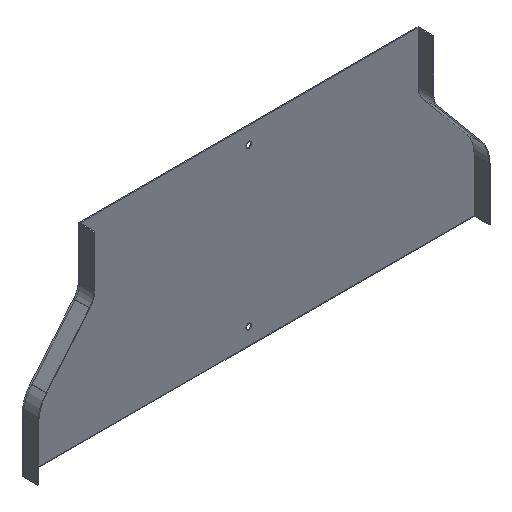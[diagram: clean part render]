
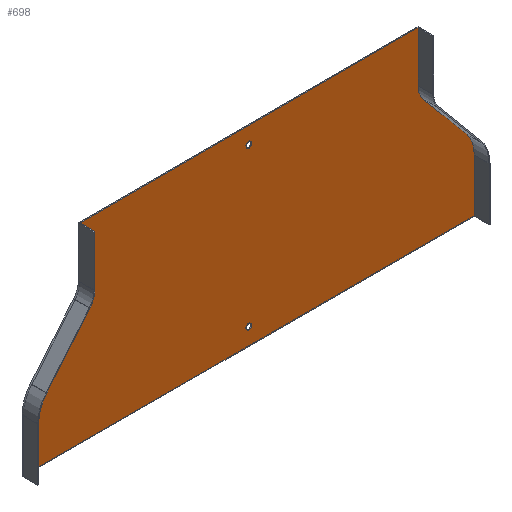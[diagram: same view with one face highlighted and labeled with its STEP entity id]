
A CAD part, isometric view. The second image highlights one B-rep face of the part: STEP entity #698.
In plain terms, the highlighted planar face has unit normal (0, -1, 0).
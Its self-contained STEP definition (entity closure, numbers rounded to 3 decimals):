
#20 = EDGE_CURVE ( 'NONE', #54, #55, #113, .T. ) ;
#43 = CARTESIAN_POINT ( 'NONE',  ( -200.2, 0., -170. ) ) ;
#54 = VERTEX_POINT ( 'NONE', #597 ) ;
#55 = VERTEX_POINT ( 'NONE', #43 ) ;
#56 = VERTEX_POINT ( 'NONE', #578 ) ;
#58 = VERTEX_POINT ( 'NONE', #884 ) ;
#62 = VERTEX_POINT ( 'NONE', #333 ) ;
#63 = VERTEX_POINT ( 'NONE', #334 ) ;
#66 = VERTEX_POINT ( 'NONE', #337 ) ;
#67 = VERTEX_POINT ( 'NONE', #338 ) ;
#68 = VERTEX_POINT ( 'NONE', #339 ) ;
#70 = VERTEX_POINT ( 'NONE', #341 ) ;
#92 = EDGE_LOOP ( 'NONE', ( #623 ) ) ;
#96 = EDGE_LOOP ( 'NONE', ( #626, #628, #632, #622, #608, #618, #624, #625, #611, #612, #613, #614 ) ) ;
#103 = EDGE_LOOP ( 'NONE', ( #619 ) ) ;
#113 = LINE ( 'NONE', #865, #114 ) ;
#114 = VECTOR ( 'NONE', #862, 1000. ) ;
#172 = FACE_BOUND ( 'NONE', #103, .T. ) ;
#173 = FACE_OUTER_BOUND ( 'NONE', #96, .T. ) ;
#175 = FACE_BOUND ( 'NONE', #92, .T. ) ;
#223 = LINE ( 'NONE', #484, #230 ) ;
#227 = LINE ( 'NONE', #511, #238 ) ;
#230 = VECTOR ( 'NONE', #492, 1000. ) ;
#233 = LINE ( 'NONE', #515, #240 ) ;
#235 = CIRCLE ( 'NONE', #742, 2.5 ) ;
#236 = CIRCLE ( 'NONE', #743, 2.5 ) ;
#237 = CIRCLE ( 'NONE', #744, 18.8 ) ;
#238 = VECTOR ( 'NONE', #503, 1000. ) ;
#239 = CIRCLE ( 'NONE', #745, 18.8 ) ;
#240 = VECTOR ( 'NONE', #516, 1000. ) ;
#241 = LINE ( 'NONE', #496, #243 ) ;
#242 = CIRCLE ( 'NONE', #746, 31.2 ) ;
#243 = VECTOR ( 'NONE', #507, 1000. ) ;
#244 = LINE ( 'NONE', #517, #246 ) ;
#245 = LINE ( 'NONE', #527, #248 ) ;
#246 = VECTOR ( 'NONE', #518, 1000. ) ;
#247 = CIRCLE ( 'NONE', #747, 31.2 ) ;
#248 = VECTOR ( 'NONE', #528, 1000. ) ;
#249 = LINE ( 'NONE', #522, #251 ) ;
#251 = VECTOR ( 'NONE', #523, 1000. ) ;
#288 = VERTEX_POINT ( 'NONE', #909 ) ;
#289 = VERTEX_POINT ( 'NONE', #910 ) ;
#325 = VERTEX_POINT ( 'NONE', #349 ) ;
#333 = CARTESIAN_POINT ( 'NONE',  ( 154.557, 0., -56.898 ) ) ;
#334 = CARTESIAN_POINT ( 'NONE',  ( 200.2, 0., -122.965 ) ) ;
#337 = CARTESIAN_POINT ( 'NONE',  ( -154.557, 0., -56.898 ) ) ;
#338 = CARTESIAN_POINT ( 'NONE',  ( -192.969, 0., -102.991 ) ) ;
#339 = CARTESIAN_POINT ( 'NONE',  ( -200.2, 0., -122.965 ) ) ;
#341 = CARTESIAN_POINT ( 'NONE',  ( 192.969, 0., -102.991 ) ) ;
#349 = CARTESIAN_POINT ( 'NONE',  ( 150.2, 0., 0. ) ) ;
#401 = DIRECTION ( 'NONE',  ( 0., 1., 0. ) ) ;
#407 = CARTESIAN_POINT ( 'NONE',  ( -169., 0., -44.863 ) ) ;
#409 = PLANE ( 'NONE',  #722 ) ;
#411 = DIRECTION ( 'NONE',  ( 0., 0., 1. ) ) ;
#484 = CARTESIAN_POINT ( 'NONE',  ( -151., 0., 0. ) ) ;
#492 = DIRECTION ( 'NONE',  ( 1., 0., 0. ) ) ;
#496 = CARTESIAN_POINT ( 'NONE',  ( -154.557, 0., -56.898 ) ) ;
#503 = DIRECTION ( 'NONE',  ( 0., 0., 1. ) ) ;
#504 = CARTESIAN_POINT ( 'NONE',  ( 0., 0., -15. ) ) ;
#505 = DIRECTION ( 'NONE',  ( 0., 1., 0. ) ) ;
#506 = DIRECTION ( 'NONE',  ( 0., 0., 1. ) ) ;
#507 = DIRECTION ( 'NONE',  ( -0.64, 0., -0.768 ) ) ;
#508 = CARTESIAN_POINT ( 'NONE',  ( 0., 0., -155. ) ) ;
#509 = DIRECTION ( 'NONE',  ( 0., 1., 0. ) ) ;
#510 = DIRECTION ( 'NONE',  ( 0., 0., 1. ) ) ;
#511 = CARTESIAN_POINT ( 'NONE',  ( 150.2, 0., -44.863 ) ) ;
#512 = CARTESIAN_POINT ( 'NONE',  ( 169., 0., -44.863 ) ) ;
#513 = DIRECTION ( 'NONE',  ( 0., 1., 0. ) ) ;
#514 = DIRECTION ( 'NONE',  ( 0., 0., 1. ) ) ;
#515 = CARTESIAN_POINT ( 'NONE',  ( -150.2, 0., -44.863 ) ) ;
#516 = DIRECTION ( 'NONE',  ( 0., 0., -1. ) ) ;
#517 = CARTESIAN_POINT ( 'NONE',  ( -200.2, 0., -44.863 ) ) ;
#518 = DIRECTION ( 'NONE',  ( 0., 0., -1. ) ) ;
#519 = CARTESIAN_POINT ( 'NONE',  ( -169., 0., -44.863 ) ) ;
#520 = DIRECTION ( 'NONE',  ( 0., 1., 0. ) ) ;
#521 = DIRECTION ( 'NONE',  ( 0., 0., 1. ) ) ;
#522 = CARTESIAN_POINT ( 'NONE',  ( 16.033, 0., 109.331 ) ) ;
#523 = DIRECTION ( 'NONE',  ( -0.64, 0., 0.768 ) ) ;
#524 = CARTESIAN_POINT ( 'NONE',  ( -169., 0., -122.965 ) ) ;
#525 = DIRECTION ( 'NONE',  ( 0., -1., 0. ) ) ;
#526 = DIRECTION ( 'NONE',  ( 0., 0., 1. ) ) ;
#527 = CARTESIAN_POINT ( 'NONE',  ( 200.2, 0., -44.863 ) ) ;
#528 = DIRECTION ( 'NONE',  ( 0., 0., 1. ) ) ;
#530 = CARTESIAN_POINT ( 'NONE',  ( 169., 0., -122.965 ) ) ;
#531 = DIRECTION ( 'NONE',  ( 0., -1., 0. ) ) ;
#532 = DIRECTION ( 'NONE',  ( 0., 0., 1. ) ) ;
#578 = CARTESIAN_POINT ( 'NONE',  ( 150.2, 0., -44.863 ) ) ;
#597 = CARTESIAN_POINT ( 'NONE',  ( 200.2, 0., -170. ) ) ;
#608 = ORIENTED_EDGE ( 'NONE', *, *, #787, .T. ) ;
#611 = ORIENTED_EDGE ( 'NONE', *, *, #20, .F. ) ;
#612 = ORIENTED_EDGE ( 'NONE', *, *, #791, .T. ) ;
#613 = ORIENTED_EDGE ( 'NONE', *, *, #792, .T. ) ;
#614 = ORIENTED_EDGE ( 'NONE', *, *, #793, .T. ) ;
#618 = ORIENTED_EDGE ( 'NONE', *, *, #788, .T. ) ;
#619 = ORIENTED_EDGE ( 'NONE', *, *, #782, .T. ) ;
#622 = ORIENTED_EDGE ( 'NONE', *, *, #786, .T. ) ;
#623 = ORIENTED_EDGE ( 'NONE', *, *, #783, .T. ) ;
#624 = ORIENTED_EDGE ( 'NONE', *, *, #789, .T. ) ;
#625 = ORIENTED_EDGE ( 'NONE', *, *, #790, .T. ) ;
#626 = ORIENTED_EDGE ( 'NONE', *, *, #784, .T. ) ;
#628 = ORIENTED_EDGE ( 'NONE', *, *, #785, .T. ) ;
#632 = ORIENTED_EDGE ( 'NONE', *, *, #778, .F. ) ;
#698 = ADVANCED_FACE ( 'NONE', ( #172, #175, #173 ), #409, .F. ) ;
#722 = AXIS2_PLACEMENT_3D ( 'NONE', #407, #401, #411 ) ;
#742 = AXIS2_PLACEMENT_3D ( 'NONE', #504, #505, #506 ) ;
#743 = AXIS2_PLACEMENT_3D ( 'NONE', #508, #509, #510 ) ;
#744 = AXIS2_PLACEMENT_3D ( 'NONE', #512, #513, #514 ) ;
#745 = AXIS2_PLACEMENT_3D ( 'NONE', #519, #520, #521 ) ;
#746 = AXIS2_PLACEMENT_3D ( 'NONE', #524, #525, #526 ) ;
#747 = AXIS2_PLACEMENT_3D ( 'NONE', #530, #531, #532 ) ;
#778 = EDGE_CURVE ( 'NONE', #827, #325, #223, .T. ) ;
#782 = EDGE_CURVE ( 'NONE', #288, #288, #235, .T. ) ;
#783 = EDGE_CURVE ( 'NONE', #289, #289, #236, .T. ) ;
#784 = EDGE_CURVE ( 'NONE', #62, #56, #237, .T. ) ;
#785 = EDGE_CURVE ( 'NONE', #56, #325, #227, .T. ) ;
#786 = EDGE_CURVE ( 'NONE', #827, #58, #233, .T. ) ;
#787 = EDGE_CURVE ( 'NONE', #58, #66, #239, .T. ) ;
#788 = EDGE_CURVE ( 'NONE', #66, #67, #241, .T. ) ;
#789 = EDGE_CURVE ( 'NONE', #67, #68, #242, .T. ) ;
#790 = EDGE_CURVE ( 'NONE', #68, #55, #244, .T. ) ;
#791 = EDGE_CURVE ( 'NONE', #54, #63, #245, .T. ) ;
#792 = EDGE_CURVE ( 'NONE', #63, #70, #247, .T. ) ;
#793 = EDGE_CURVE ( 'NONE', #70, #62, #249, .T. ) ;
#827 = VERTEX_POINT ( 'NONE', #898 ) ;
#862 = DIRECTION ( 'NONE',  ( -1., 0., 0. ) ) ;
#865 = CARTESIAN_POINT ( 'NONE',  ( -201., 0., -170. ) ) ;
#884 = CARTESIAN_POINT ( 'NONE',  ( -150.2, 0., -44.863 ) ) ;
#898 = CARTESIAN_POINT ( 'NONE',  ( -150.2, 0., 0. ) ) ;
#909 = CARTESIAN_POINT ( 'NONE',  ( 0., 0., -12.5 ) ) ;
#910 = CARTESIAN_POINT ( 'NONE',  ( 0., 0., -152.5 ) ) ;
